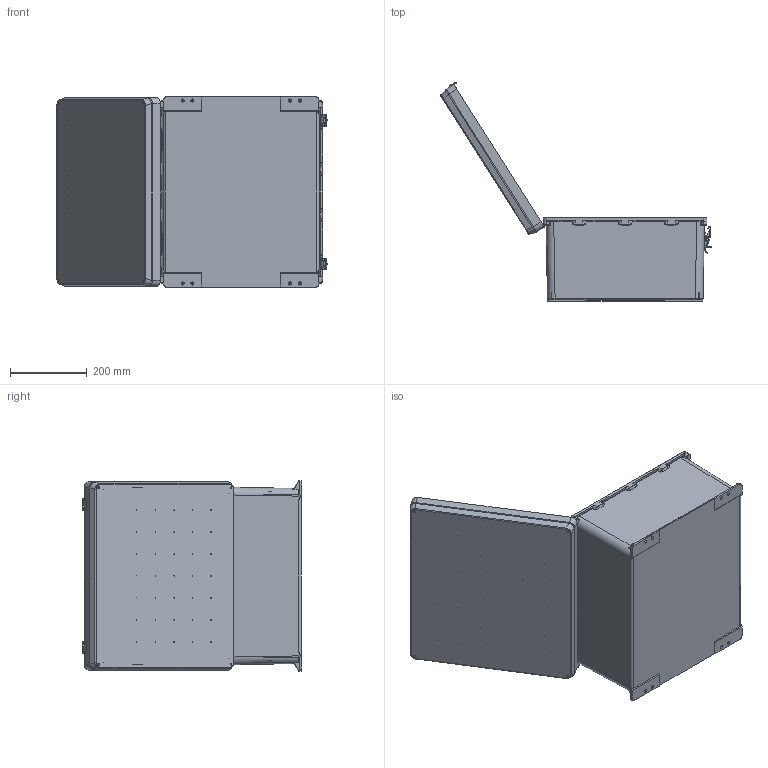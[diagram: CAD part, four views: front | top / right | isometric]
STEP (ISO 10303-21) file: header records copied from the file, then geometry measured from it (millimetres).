
FILE_DESCRIPTION (( 'STEP AP214' ), '1' );
FILE_NAME ('TEF181608_open.STEP', '2019-06-24T12:40:20', ( '' ), ( '' ), 'SwSTEP 2.0', 'SolidWorks 2018', '' );
FILE_SCHEMA (( 'AUTOMOTIVE_DESIGN' ));
Length unit declared in the file: inch
Products named in the file (6): NB181608-DoorClasp-2; NB181608-Box; NB181608-DoorClasp-1; NB181608-Hinge; TEF181608_open; NB181608-Lid
Assembly tree (8 placements, depth 2):
  TEF181608_open
    NB181608-Box
    NB181608-Hinge  x2
    NB181608-Lid
    NB181608-DoorClasp-1  x2
    NB181608-DoorClasp-2  x2
Bounding box: 703.32 x 571.16 x 495 mm (x, y, z)
Volume: 3088645.2 mm3; surface area: 1801652.4 mm2
Topology: 14 solids, 14 shells, 1676 faces, 4500 edges, 2822 vertices
Faces by surface type: cylinder 736, plane 608, bspline 168, cone 104, torus 60
Entity records: 45668 total; most frequent: CARTESIAN_POINT 16605, ORIENTED_EDGE 6264, DIRECTION 5394, EDGE_CURVE 3132, VERTEX_POINT 1979, AXIS2_PLACEMENT_3D 1900, LINE 1594, VECTOR 1594
